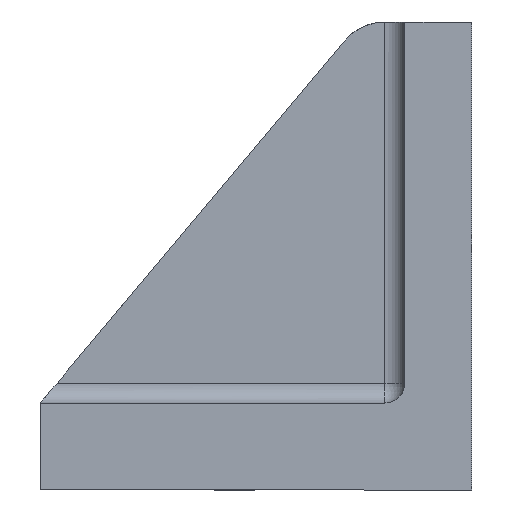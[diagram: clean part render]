
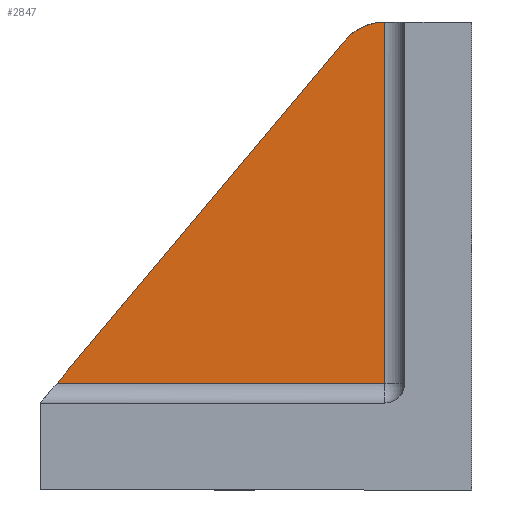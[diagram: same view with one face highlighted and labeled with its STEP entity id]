
A CAD part, front view. The second image highlights one B-rep face of the part: STEP entity #2847.
In plain terms, the highlighted planar face has unit normal (0, -1, 0).
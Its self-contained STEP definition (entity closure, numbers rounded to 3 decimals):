
#1953=VERTEX_POINT('',#5524);
#2847=ADVANCED_FACE('',(#6534),#6535,.F.);
#3081=EDGE_CURVE('',#4883,#3785,#6797,.T.);
#3125=EDGE_CURVE('',#1953,#3759,#6844,.T.);
#3209=EDGE_CURVE('',#4883,#3759,#6943,.T.);
#3759=VERTEX_POINT('',#7564);
#3785=VERTEX_POINT('',#7593);
#4883=VERTEX_POINT('',#8829);
#4969=EDGE_CURVE('',#3785,#1953,#8928,.T.);
#5524=CARTESIAN_POINT('',(14.0,19.0,140.));
#6534=FACE_OUTER_BOUND('',#10875,.T.);
#6535=PLANE('',#10876);
#6797=LINE('',#11222,#11223);
#6844=LINE('',#11286,#11287);
#6943=LINE('',#11411,#11412);
#7564=CARTESIAN_POINT('',(14.0,19.0,32.));
#7593=CARTESIAN_POINT('',(1.862,19.0,134.285));
#8829=CARTESIAN_POINT('',(-83.965,19.0,32.));
#8928=CIRCLE('',#13964,16.);
#10875=EDGE_LOOP('',(#16124,#16125,#16126,#16127));
#10876=AXIS2_PLACEMENT_3D('',#16128,#16129,#16130);
#11222=CARTESIAN_POINT('',(-60.933,19.0,59.449));
#11223=VECTOR('',#16496,1.0);
#11286=CARTESIAN_POINT('',(14.0,19.0,32.));
#11287=VECTOR('',#16548,1.0);
#11411=CARTESIAN_POINT('',(-89.0,19.0,32.));
#11412=VECTOR('',#16682,1.0);
#13964=AXIS2_PLACEMENT_3D('',#19495,#19496,#19497);
#16124=ORIENTED_EDGE('',*,*,#4969,.F.);
#16125=ORIENTED_EDGE('',*,*,#3081,.F.);
#16126=ORIENTED_EDGE('',*,*,#3209,.T.);
#16127=ORIENTED_EDGE('',*,*,#3125,.F.);
#16128=CARTESIAN_POINT('',(-89.0,19.0,140.0));
#16129=DIRECTION('',(0.0,1.0,0.0));
#16130=DIRECTION('',(-1.0,0.0,0.0));
#16496=DIRECTION('',(0.643,0.0,0.766));
#16548=DIRECTION('',(0.0,0.0,-1.0));
#16682=DIRECTION('',(1.0,0.0,0.0));
#19495=CARTESIAN_POINT('',(14.118,19.0,124.0));
#19496=DIRECTION('',(-0.0,1.0,0.0));
#19497=DIRECTION('',(0.,0.0,1.0));
